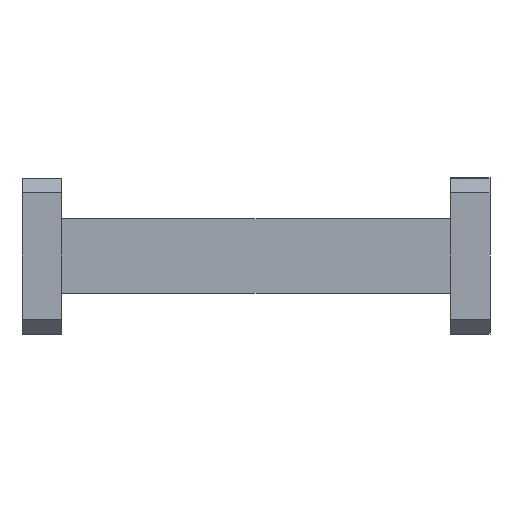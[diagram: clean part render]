
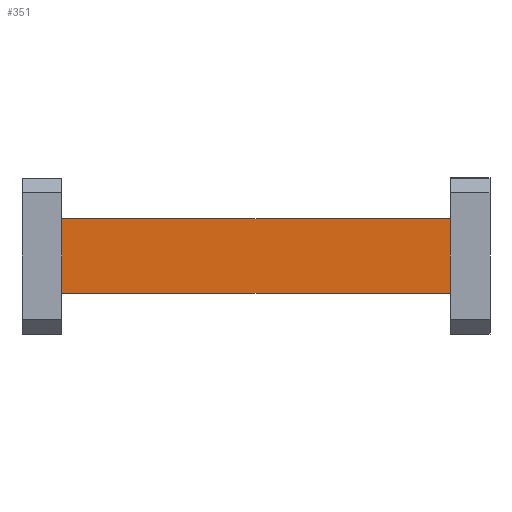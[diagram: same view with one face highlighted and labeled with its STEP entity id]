
A CAD part, front view. The second image highlights one B-rep face of the part: STEP entity #351.
In plain terms, the highlighted planar face has unit normal (0, -1, 0).
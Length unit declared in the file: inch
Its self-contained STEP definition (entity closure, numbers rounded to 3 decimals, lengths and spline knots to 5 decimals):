
#34 = VERTEX_POINT ( 'NONE', #1125 ) ;
#99 = ORIENTED_EDGE ( 'NONE', *, *, #171, .T. ) ;
#147 = DIRECTION ( 'NONE',  ( 0., 0., -1. ) ) ;
#171 = EDGE_CURVE ( 'NONE', #34, #1602, #244, .T. ) ;
#234 = VECTOR ( 'NONE', #1234, 39.37008 ) ;
#244 = LINE ( 'NONE', #638, #480 ) ;
#249 = EDGE_LOOP ( 'NONE', ( #398, #1149, #1456, #99 ) ) ;
#253 = EDGE_CURVE ( 'NONE', #34, #271, #1599, .T. ) ;
#271 = VERTEX_POINT ( 'NONE', #1606 ) ;
#332 = CARTESIAN_POINT ( 'NONE',  ( 2.06, -0.11, -0.18 ) ) ;
#347 = CARTESIAN_POINT ( 'NONE',  ( 2.06, -0.11, -0.18 ) ) ;
#351 = ADVANCED_FACE ( 'NONE', ( #679 ), #814, .F. ) ;
#398 = ORIENTED_EDGE ( 'NONE', *, *, #1106, .T. ) ;
#457 = LINE ( 'NONE', #347, #1211 ) ;
#480 = VECTOR ( 'NONE', #1539, 39.37008 ) ;
#537 = DIRECTION ( 'NONE',  ( 0., 1., 0. ) ) ;
#638 = CARTESIAN_POINT ( 'NONE',  ( 2.06, -0.11, 0.18 ) ) ;
#679 = FACE_OUTER_BOUND ( 'NONE', #249, .T. ) ;
#711 = CARTESIAN_POINT ( 'NONE',  ( 0.19, -0.11, -0.18 ) ) ;
#814 = PLANE ( 'NONE',  #1408 ) ;
#956 = CARTESIAN_POINT ( 'NONE',  ( 2.06, -0.11, -0.18 ) ) ;
#1106 = EDGE_CURVE ( 'NONE', #1602, #1399, #1464, .T. ) ;
#1121 = DIRECTION ( 'NONE',  ( -1., 0., 0. ) ) ;
#1125 = CARTESIAN_POINT ( 'NONE',  ( 2.06, -0.11, 0.18 ) ) ;
#1149 = ORIENTED_EDGE ( 'NONE', *, *, #1578, .F. ) ;
#1211 = VECTOR ( 'NONE', #1121, 39.37008 ) ;
#1234 = DIRECTION ( 'NONE',  ( 0., 0., -1. ) ) ;
#1258 = CARTESIAN_POINT ( 'NONE',  ( 0.19, -0.11, 0.18 ) ) ;
#1356 = VECTOR ( 'NONE', #147, 39.37008 ) ;
#1358 = CARTESIAN_POINT ( 'NONE',  ( 0.19, -0.11, -0.18 ) ) ;
#1399 = VERTEX_POINT ( 'NONE', #1358 ) ;
#1408 = AXIS2_PLACEMENT_3D ( 'NONE', #332, #537, #1579 ) ;
#1456 = ORIENTED_EDGE ( 'NONE', *, *, #253, .F. ) ;
#1464 = LINE ( 'NONE', #711, #234 ) ;
#1539 = DIRECTION ( 'NONE',  ( -1., 0., 0. ) ) ;
#1578 = EDGE_CURVE ( 'NONE', #271, #1399, #457, .T. ) ;
#1579 = DIRECTION ( 'NONE',  ( 0., 0., 1. ) ) ;
#1599 = LINE ( 'NONE', #956, #1356 ) ;
#1602 = VERTEX_POINT ( 'NONE', #1258 ) ;
#1606 = CARTESIAN_POINT ( 'NONE',  ( 2.06, -0.11, -0.18 ) ) ;
